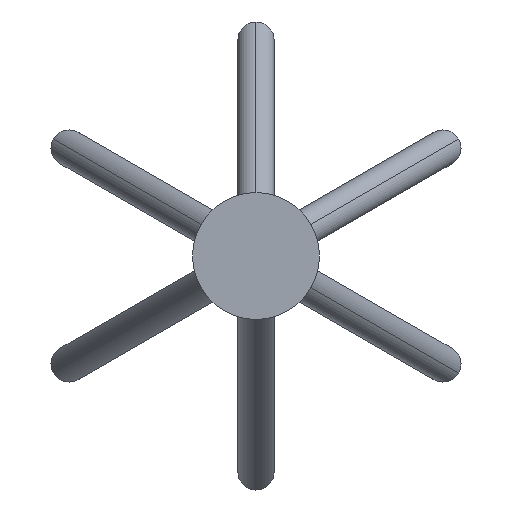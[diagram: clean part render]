
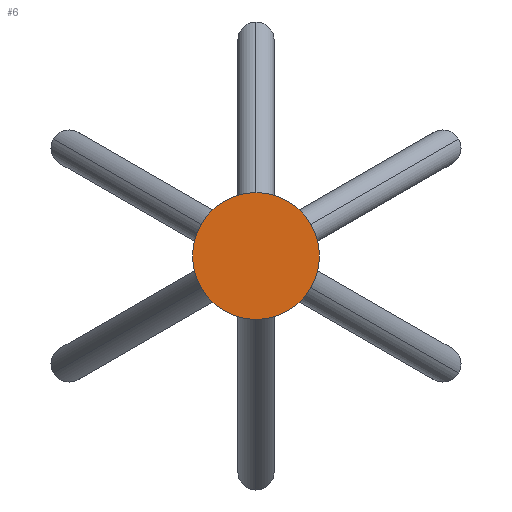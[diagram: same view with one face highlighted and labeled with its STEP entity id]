
A CAD part, front view. The second image highlights one B-rep face of the part: STEP entity #6.
In plain terms, the highlighted planar face has unit normal (0, -1, 0).
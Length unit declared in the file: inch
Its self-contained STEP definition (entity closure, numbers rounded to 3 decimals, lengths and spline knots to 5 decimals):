
#6 = ADVANCED_FACE ( 'NONE', ( #704 ), #80, .F. ) ;
#18 = EDGE_LOOP ( 'NONE', ( #555, #330 ) ) ;
#21 = DIRECTION ( 'NONE',  ( 0., 0., 1. ) ) ;
#80 = PLANE ( 'NONE',  #306 ) ;
#140 = CARTESIAN_POINT ( 'NONE',  ( 0., 0., -0.0175 ) ) ;
#188 = CARTESIAN_POINT ( 'NONE',  ( 0., 0., 0. ) ) ;
#195 = AXIS2_PLACEMENT_3D ( 'NONE', #640, #448, #212 ) ;
#212 = DIRECTION ( 'NONE',  ( 0., 0., 1. ) ) ;
#264 = EDGE_CURVE ( 'NONE', #445, #739, #481, .T. ) ;
#306 = AXIS2_PLACEMENT_3D ( 'NONE', #747, #756, #21 ) ;
#308 = CARTESIAN_POINT ( 'NONE',  ( 0., 0., 0.0175 ) ) ;
#330 = ORIENTED_EDGE ( 'NONE', *, *, #483, .F. ) ;
#375 = DIRECTION ( 'NONE',  ( 0., 0., 1. ) ) ;
#445 = VERTEX_POINT ( 'NONE', #140 ) ;
#448 = DIRECTION ( 'NONE',  ( 0., 1., 0. ) ) ;
#481 = CIRCLE ( 'NONE', #493, 0.0175 ) ;
#483 = EDGE_CURVE ( 'NONE', #739, #445, #650, .T. ) ;
#493 = AXIS2_PLACEMENT_3D ( 'NONE', #188, #617, #375 ) ;
#555 = ORIENTED_EDGE ( 'NONE', *, *, #264, .F. ) ;
#617 = DIRECTION ( 'NONE',  ( 0., 1., 0. ) ) ;
#640 = CARTESIAN_POINT ( 'NONE',  ( 0., 0., 0. ) ) ;
#650 = CIRCLE ( 'NONE', #195, 0.0175 ) ;
#704 = FACE_OUTER_BOUND ( 'NONE', #18, .T. ) ;
#739 = VERTEX_POINT ( 'NONE', #308 ) ;
#747 = CARTESIAN_POINT ( 'NONE',  ( 0., 0., 0. ) ) ;
#756 = DIRECTION ( 'NONE',  ( 0., 1., 0. ) ) ;
